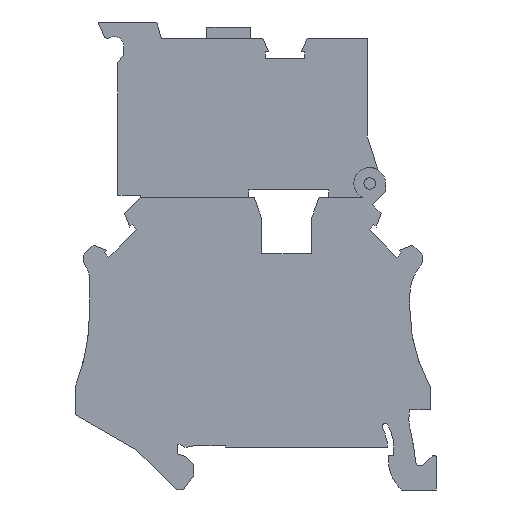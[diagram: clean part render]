
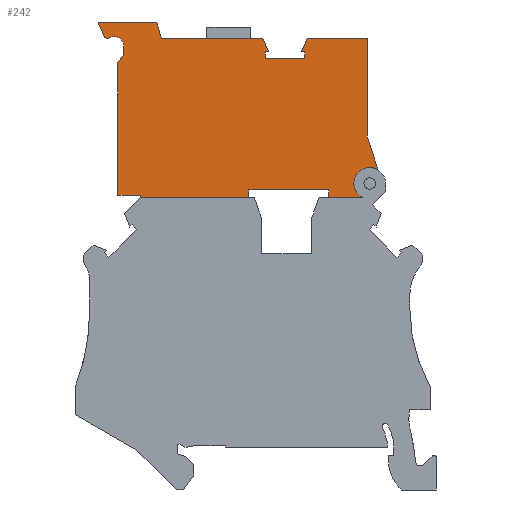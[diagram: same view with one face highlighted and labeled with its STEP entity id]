
A CAD part, left-side view. The second image highlights one B-rep face of the part: STEP entity #242.
In plain terms, the highlighted planar face has unit normal (-1, 0, 0).
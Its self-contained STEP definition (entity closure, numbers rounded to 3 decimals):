
#242=ADVANCED_FACE('',(#653),#654,.F.);
#653=FACE_OUTER_BOUND('',#1232,.T.);
#654=PLANE('',#1233);
#1232=EDGE_LOOP('',(#1956,#1957,#1958,#1959,#1960,#1961,#1962,#1963,#1964,#1965,#1966,#1967,#1968,#1969,#1970,#1971,#1972,#1973,#1974,#1975,#1976,#1977,#1978,#1979,#1980,#1981,#1982,#1983));
#1233=AXIS2_PLACEMENT_3D('',#1984,#1985,#1986);
#1956=ORIENTED_EDGE('',*,*,#3751,.F.);
#1957=ORIENTED_EDGE('',*,*,#3752,.F.);
#1958=ORIENTED_EDGE('',*,*,#3634,.F.);
#1959=ORIENTED_EDGE('',*,*,#3753,.T.);
#1960=ORIENTED_EDGE('',*,*,#3754,.T.);
#1961=ORIENTED_EDGE('',*,*,#3755,.T.);
#1962=ORIENTED_EDGE('',*,*,#3756,.T.);
#1963=ORIENTED_EDGE('',*,*,#3757,.F.);
#1964=ORIENTED_EDGE('',*,*,#3758,.F.);
#1965=ORIENTED_EDGE('',*,*,#3759,.F.);
#1966=ORIENTED_EDGE('',*,*,#3760,.F.);
#1967=ORIENTED_EDGE('',*,*,#3761,.F.);
#1968=ORIENTED_EDGE('',*,*,#3762,.T.);
#1969=ORIENTED_EDGE('',*,*,#3763,.T.);
#1970=ORIENTED_EDGE('',*,*,#3764,.T.);
#1971=ORIENTED_EDGE('',*,*,#3765,.T.);
#1972=ORIENTED_EDGE('',*,*,#3766,.T.);
#1973=ORIENTED_EDGE('',*,*,#3767,.T.);
#1974=ORIENTED_EDGE('',*,*,#3768,.T.);
#1975=ORIENTED_EDGE('',*,*,#3769,.T.);
#1976=ORIENTED_EDGE('',*,*,#3770,.T.);
#1977=ORIENTED_EDGE('',*,*,#3771,.T.);
#1978=ORIENTED_EDGE('',*,*,#3772,.T.);
#1979=ORIENTED_EDGE('',*,*,#3773,.T.);
#1980=ORIENTED_EDGE('',*,*,#3774,.T.);
#1981=ORIENTED_EDGE('',*,*,#3775,.T.);
#1982=ORIENTED_EDGE('',*,*,#3776,.T.);
#1983=ORIENTED_EDGE('',*,*,#3777,.T.);
#1984=CARTESIAN_POINT('',(0.05,42.788,31.744));
#1985=DIRECTION('',(1.0,0.0,0.0));
#1986=DIRECTION('',(0.0,1.0,0.0));
#3634=EDGE_CURVE('',#4387,#4378,#4389,.T.);
#3751=EDGE_CURVE('',#4603,#4604,#4605,.T.);
#3752=EDGE_CURVE('',#4378,#4603,#4606,.T.);
#3753=EDGE_CURVE('',#4387,#4607,#4608,.T.);
#3754=EDGE_CURVE('',#4607,#4609,#4610,.T.);
#3755=EDGE_CURVE('',#4609,#4611,#4612,.T.);
#3756=EDGE_CURVE('',#4611,#4613,#4614,.T.);
#3757=EDGE_CURVE('',#4615,#4613,#4616,.T.);
#3758=EDGE_CURVE('',#4617,#4615,#4618,.T.);
#3759=EDGE_CURVE('',#4619,#4617,#4620,.T.);
#3760=EDGE_CURVE('',#4621,#4619,#4622,.T.);
#3761=EDGE_CURVE('',#4623,#4621,#4624,.T.);
#3762=EDGE_CURVE('',#4623,#4625,#4626,.T.);
#3763=EDGE_CURVE('',#4625,#4627,#4628,.T.);
#3764=EDGE_CURVE('',#4627,#4629,#4630,.T.);
#3765=EDGE_CURVE('',#4629,#4631,#4632,.T.);
#3766=EDGE_CURVE('',#4631,#4633,#4634,.T.);
#3767=EDGE_CURVE('',#4633,#4635,#4636,.T.);
#3768=EDGE_CURVE('',#4635,#4637,#4638,.T.);
#3769=EDGE_CURVE('',#4637,#4639,#4640,.T.);
#3770=EDGE_CURVE('',#4639,#4641,#4642,.T.);
#3771=EDGE_CURVE('',#4641,#4643,#4644,.T.);
#3772=EDGE_CURVE('',#4643,#4645,#4646,.T.);
#3773=EDGE_CURVE('',#4645,#4647,#4648,.T.);
#3774=EDGE_CURVE('',#4647,#4649,#4650,.T.);
#3775=EDGE_CURVE('',#4649,#4651,#4652,.T.);
#3776=EDGE_CURVE('',#4651,#4653,#4654,.T.);
#3777=EDGE_CURVE('',#4653,#4604,#4655,.T.);
#4378=VERTEX_POINT('',#5603);
#4387=VERTEX_POINT('',#5614);
#4389=CIRCLE('',#5617,2.55);
#4603=VERTEX_POINT('',#6050);
#4604=VERTEX_POINT('',#6051);
#4605=LINE('',#6052,#6053);
#4606=CIRCLE('',#6054,2.55);
#4607=VERTEX_POINT('',#6055);
#4608=LINE('',#6056,#6057);
#4609=VERTEX_POINT('',#6058);
#4610=LINE('',#6059,#6060);
#4611=VERTEX_POINT('',#6061);
#4612=LINE('',#6062,#6063);
#4613=VERTEX_POINT('',#6064);
#4614=LINE('',#6065,#6066);
#4615=VERTEX_POINT('',#6067);
#4616=LINE('',#6068,#6069);
#4617=VERTEX_POINT('',#6070);
#4618=LINE('',#6071,#6072);
#4619=VERTEX_POINT('',#6073);
#4620=LINE('',#6074,#6075);
#4621=VERTEX_POINT('',#6076);
#4622=LINE('',#6077,#6078);
#4623=VERTEX_POINT('',#6079);
#4624=LINE('',#6080,#6081);
#4625=VERTEX_POINT('',#6082);
#4626=LINE('',#6083,#6084);
#4627=VERTEX_POINT('',#6085);
#4628=LINE('',#6086,#6087);
#4629=VERTEX_POINT('',#6088);
#4630=LINE('',#6089,#6090);
#4631=VERTEX_POINT('',#6091);
#4632=LINE('',#6092,#6093);
#4633=VERTEX_POINT('',#6094);
#4634=LINE('',#6095,#6096);
#4635=VERTEX_POINT('',#6097);
#4636=CIRCLE('',#6098,0.6);
#4637=VERTEX_POINT('',#6099);
#4638=CIRCLE('',#6100,1.606);
#4639=VERTEX_POINT('',#6101);
#4640=LINE('',#6102,#6103);
#4641=VERTEX_POINT('',#6104);
#4642=LINE('',#6105,#6106);
#4643=VERTEX_POINT('',#6107);
#4644=LINE('',#6108,#6109);
#4645=VERTEX_POINT('',#6110);
#4646=LINE('',#6111,#6112);
#4647=VERTEX_POINT('',#6113);
#4648=LINE('',#6114,#6115);
#4649=VERTEX_POINT('',#6116);
#4650=LINE('',#6117,#6118);
#4651=VERTEX_POINT('',#6119);
#4652=LINE('',#6120,#6121);
#4653=VERTEX_POINT('',#6122);
#4654=LINE('',#6123,#6124);
#4655=LINE('',#6125,#6126);
#5603=CARTESIAN_POINT('',(0.05,13.225,49.1));
#5614=CARTESIAN_POINT('',(0.05,9.372,51.292));
#5617=AXIS2_PLACEMENT_3D('',#7453,#7454,#7455);
#6050=CARTESIAN_POINT('',(0.05,11.875,46.85));
#6051=CARTESIAN_POINT('',(0.05,17.275,46.85));
#6052=CARTESIAN_POINT('',(0.05,-6.874,46.85));
#6053=VECTOR('',#7621,1.0);
#6054=AXIS2_PLACEMENT_3D('',#7622,#7623,#7624);
#6055=CARTESIAN_POINT('',(0.05,11.075,56.717));
#6056=CARTESIAN_POINT('',(0.05,-1.951,15.229));
#6057=VECTOR('',#7625,1.0);
#6058=CARTESIAN_POINT('',(0.05,11.075,72.3));
#6059=CARTESIAN_POINT('',(0.05,11.075,6.85));
#6060=VECTOR('',#7626,1.0);
#6061=CARTESIAN_POINT('',(0.05,20.678,72.3));
#6062=CARTESIAN_POINT('',(0.05,26.1,72.3));
#6063=VECTOR('',#7627,1.0);
#6064=CARTESIAN_POINT('',(0.05,21.603,70.195));
#6065=CARTESIAN_POINT('',(0.05,49.44,6.85));
#6066=VECTOR('',#7628,1.0);
#6067=CARTESIAN_POINT('',(0.05,21.075,70.195));
#6068=CARTESIAN_POINT('',(0.05,-6.874,70.195));
#6069=VECTOR('',#7629,1.0);
#6070=CARTESIAN_POINT('',(0.05,21.075,69.125));
#6071=CARTESIAN_POINT('',(0.05,21.075,15.229));
#6072=VECTOR('',#7630,1.0);
#6073=CARTESIAN_POINT('',(0.05,27.4,69.125));
#6074=CARTESIAN_POINT('',(0.05,-6.874,69.125));
#6075=VECTOR('',#7631,1.0);
#6076=CARTESIAN_POINT('',(0.05,27.4,70.195));
#6077=CARTESIAN_POINT('',(0.05,27.4,15.229));
#6078=VECTOR('',#7632,1.0);
#6079=CARTESIAN_POINT('',(0.05,26.872,70.195));
#6080=CARTESIAN_POINT('',(0.05,-6.874,70.195));
#6081=VECTOR('',#7633,1.0);
#6082=CARTESIAN_POINT('',(0.05,27.797,72.3));
#6083=CARTESIAN_POINT('',(0.05,-0.965,6.85));
#6084=VECTOR('',#7634,1.0);
#6085=CARTESIAN_POINT('',(0.05,44.075,72.3));
#6086=CARTESIAN_POINT('',(0.05,26.1,72.3));
#6087=VECTOR('',#7635,1.0);
#6088=CARTESIAN_POINT('',(0.05,44.788,74.98));
#6089=CARTESIAN_POINT('',(0.05,26.663,6.85));
#6090=VECTOR('',#7636,1.0);
#6091=CARTESIAN_POINT('',(0.05,54.198,74.98));
#6092=CARTESIAN_POINT('',(0.05,26.1,74.98));
#6093=VECTOR('',#7637,1.0);
#6094=CARTESIAN_POINT('',(0.05,53.274,72.749));
#6095=CARTESIAN_POINT('',(0.05,25.978,6.85));
#6096=VECTOR('',#7638,1.0);
#6097=CARTESIAN_POINT('',(0.05,52.431,72.453));
#6098=AXIS2_PLACEMENT_3D('',#7639,#7640,#7641);
#6099=CARTESIAN_POINT('',(0.05,50.053,71.044));
#6100=AXIS2_PLACEMENT_3D('',#7642,#7643,#7644);
#6101=CARTESIAN_POINT('',(0.05,50.053,69.866));
#6102=CARTESIAN_POINT('',(0.05,50.053,6.85));
#6103=VECTOR('',#7645,1.0);
#6104=CARTESIAN_POINT('',(0.05,51.025,68.43));
#6105=CARTESIAN_POINT('',(0.05,92.7,6.85));
#6106=VECTOR('',#7646,1.0);
#6107=CARTESIAN_POINT('',(0.05,51.025,47.2));
#6108=CARTESIAN_POINT('',(0.05,51.025,6.85));
#6109=VECTOR('',#7647,1.0);
#6110=CARTESIAN_POINT('',(0.05,47.4,47.2));
#6111=CARTESIAN_POINT('',(0.05,26.1,47.2));
#6112=VECTOR('',#7648,1.0);
#6113=CARTESIAN_POINT('',(0.05,47.4,46.85));
#6114=CARTESIAN_POINT('',(0.05,47.4,15.229));
#6115=VECTOR('',#7649,1.0);
#6116=CARTESIAN_POINT('',(0.05,30.025,46.85));
#6117=CARTESIAN_POINT('',(0.05,-6.874,46.85));
#6118=VECTOR('',#7650,1.0);
#6119=CARTESIAN_POINT('',(0.05,30.025,48.1));
#6120=CARTESIAN_POINT('',(0.05,30.025,15.229));
#6121=VECTOR('',#7651,1.0);
#6122=CARTESIAN_POINT('',(0.05,17.275,48.1));
#6123=CARTESIAN_POINT('',(0.05,26.1,48.1));
#6124=VECTOR('',#7652,1.0);
#6125=CARTESIAN_POINT('',(0.05,17.275,15.229));
#6126=VECTOR('',#7653,1.0);
#7453=CARTESIAN_POINT('',(0.05,10.675,49.1));
#7454=DIRECTION('',(-1.0,0.0,0.0));
#7455=DIRECTION('',(0.0,-1.0,0.));
#7621=DIRECTION('',(0.0,1.0,0.0));
#7622=CARTESIAN_POINT('',(0.05,10.675,49.1));
#7623=DIRECTION('',(-1.0,0.0,0.0));
#7624=DIRECTION('',(0.0,-1.0,0.));
#7625=DIRECTION('',(0.0,0.3,0.954));
#7626=DIRECTION('',(0.0,0.,1.0));
#7627=DIRECTION('',(0.0,1.0,0.));
#7628=DIRECTION('',(0.0,0.402,-0.915));
#7629=DIRECTION('',(0.0,1.0,0.));
#7630=DIRECTION('',(0.0,0.,1.0));
#7631=DIRECTION('',(0.0,-1.0,0.));
#7632=DIRECTION('',(0.0,0.,-1.0));
#7633=DIRECTION('',(0.0,1.0,0.));
#7634=DIRECTION('',(0.0,0.402,0.915));
#7635=DIRECTION('',(0.0,1.0,0.));
#7636=DIRECTION('',(0.0,0.257,0.966));
#7637=DIRECTION('',(0.0,1.0,0.));
#7638=DIRECTION('',(0.0,-0.383,-0.924));
#7639=CARTESIAN_POINT('',(0.05,52.72,72.979));
#7640=DIRECTION('',(-1.0,0.0,0.0));
#7641=DIRECTION('',(0.0,-1.0,0.));
#7642=CARTESIAN_POINT('',(0.05,51.659,71.044));
#7643=DIRECTION('',(1.0,0.0,-0.0));
#7644=DIRECTION('',(0.0,1.0,0.));
#7645=DIRECTION('',(0.0,0.,-1.0));
#7646=DIRECTION('',(0.0,0.56,-0.828));
#7647=DIRECTION('',(0.0,0.,-1.0));
#7648=DIRECTION('',(0.0,-1.0,0.));
#7649=DIRECTION('',(0.0,0.0,-1.0));
#7650=DIRECTION('',(0.0,-1.0,0.));
#7651=DIRECTION('',(0.0,0.,1.0));
#7652=DIRECTION('',(0.0,-1.0,0.));
#7653=DIRECTION('',(0.0,0.,-1.0));
